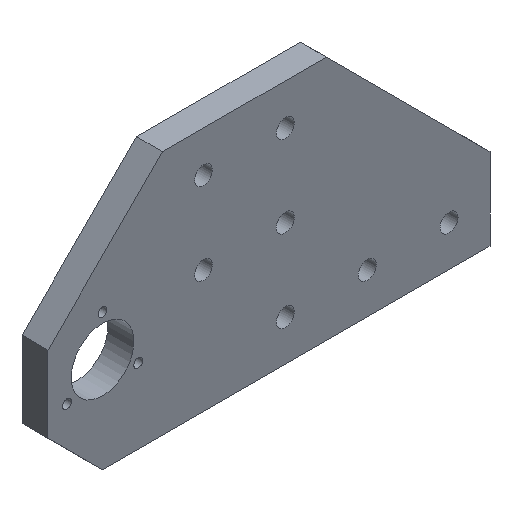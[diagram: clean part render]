
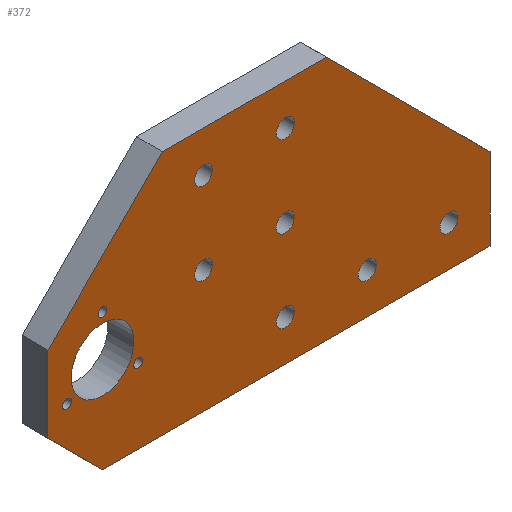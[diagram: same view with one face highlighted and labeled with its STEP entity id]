
A CAD part, isometric view. The second image highlights one B-rep face of the part: STEP entity #372.
In plain terms, the highlighted planar face has unit normal (0, -1, 0).
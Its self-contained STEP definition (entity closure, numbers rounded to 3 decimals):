
#26=FACE_BOUND('',#104,.T.);
#27=FACE_BOUND('',#105,.T.);
#28=FACE_BOUND('',#106,.T.);
#29=FACE_BOUND('',#107,.T.);
#30=FACE_BOUND('',#108,.T.);
#31=FACE_BOUND('',#109,.T.);
#32=FACE_BOUND('',#110,.T.);
#33=FACE_BOUND('',#111,.T.);
#34=FACE_BOUND('',#112,.T.);
#35=FACE_BOUND('',#113,.T.);
#36=FACE_BOUND('',#114,.T.);
#59=CIRCLE('',#395,1.621);
#60=CIRCLE('',#396,1.621);
#61=CIRCLE('',#397,1.621);
#62=CIRCLE('',#398,11.5);
#63=CIRCLE('',#399,3.3);
#64=CIRCLE('',#400,3.3);
#65=CIRCLE('',#401,3.3);
#66=CIRCLE('',#402,3.3);
#67=CIRCLE('',#403,3.3);
#68=CIRCLE('',#404,3.3);
#69=CIRCLE('',#405,3.3);
#83=FACE_OUTER_BOUND('',#103,.T.);
#103=EDGE_LOOP('',(#283,#284,#285,#286,#287,#288,#289));
#104=EDGE_LOOP('',(#290));
#105=EDGE_LOOP('',(#291));
#106=EDGE_LOOP('',(#292));
#107=EDGE_LOOP('',(#293));
#108=EDGE_LOOP('',(#294));
#109=EDGE_LOOP('',(#295));
#110=EDGE_LOOP('',(#296));
#111=EDGE_LOOP('',(#297));
#112=EDGE_LOOP('',(#298));
#113=EDGE_LOOP('',(#299));
#114=EDGE_LOOP('',(#300));
#156=LINE('',#549,#177);
#158=LINE('',#553,#179);
#161=LINE('',#559,#182);
#162=LINE('',#561,#183);
#163=LINE('',#563,#184);
#164=LINE('',#565,#185);
#165=LINE('',#566,#186);
#177=VECTOR('',#440,59.397);
#179=VECTOR('',#444,60.);
#182=VECTOR('',#449,28.);
#183=VECTOR('',#450,28.284);
#184=VECTOR('',#451,142.);
#185=VECTOR('',#452,30.);
#186=VECTOR('',#453,84.853);
#198=VERTEX_POINT('',#546);
#199=VERTEX_POINT('',#548);
#200=VERTEX_POINT('',#552);
#202=VERTEX_POINT('',#558);
#203=VERTEX_POINT('',#560);
#204=VERTEX_POINT('',#562);
#205=VERTEX_POINT('',#564);
#206=VERTEX_POINT('',#567);
#207=VERTEX_POINT('',#569);
#208=VERTEX_POINT('',#571);
#209=VERTEX_POINT('',#573);
#210=VERTEX_POINT('',#575);
#211=VERTEX_POINT('',#577);
#212=VERTEX_POINT('',#579);
#213=VERTEX_POINT('',#581);
#214=VERTEX_POINT('',#583);
#215=VERTEX_POINT('',#585);
#216=VERTEX_POINT('',#587);
#234=EDGE_CURVE('',#198,#199,#156,.T.);
#236=EDGE_CURVE('',#200,#199,#158,.T.);
#239=EDGE_CURVE('',#198,#202,#161,.T.);
#240=EDGE_CURVE('',#203,#202,#162,.T.);
#241=EDGE_CURVE('',#203,#204,#163,.T.);
#242=EDGE_CURVE('',#204,#205,#164,.T.);
#243=EDGE_CURVE('',#205,#200,#165,.T.);
#244=EDGE_CURVE('',#206,#206,#59,.T.);
#245=EDGE_CURVE('',#207,#207,#60,.T.);
#246=EDGE_CURVE('',#208,#208,#61,.T.);
#247=EDGE_CURVE('',#209,#209,#62,.T.);
#248=EDGE_CURVE('',#210,#210,#63,.T.);
#249=EDGE_CURVE('',#211,#211,#64,.T.);
#250=EDGE_CURVE('',#212,#212,#65,.T.);
#251=EDGE_CURVE('',#213,#213,#66,.T.);
#252=EDGE_CURVE('',#214,#214,#67,.T.);
#253=EDGE_CURVE('',#215,#215,#68,.T.);
#254=EDGE_CURVE('',#216,#216,#69,.T.);
#283=ORIENTED_EDGE('',*,*,#234,.F.);
#284=ORIENTED_EDGE('',*,*,#239,.T.);
#285=ORIENTED_EDGE('',*,*,#240,.F.);
#286=ORIENTED_EDGE('',*,*,#241,.T.);
#287=ORIENTED_EDGE('',*,*,#242,.T.);
#288=ORIENTED_EDGE('',*,*,#243,.T.);
#289=ORIENTED_EDGE('',*,*,#236,.T.);
#290=ORIENTED_EDGE('',*,*,#244,.T.);
#291=ORIENTED_EDGE('',*,*,#245,.T.);
#292=ORIENTED_EDGE('',*,*,#246,.T.);
#293=ORIENTED_EDGE('',*,*,#247,.T.);
#294=ORIENTED_EDGE('',*,*,#248,.T.);
#295=ORIENTED_EDGE('',*,*,#249,.T.);
#296=ORIENTED_EDGE('',*,*,#250,.T.);
#297=ORIENTED_EDGE('',*,*,#251,.T.);
#298=ORIENTED_EDGE('',*,*,#252,.T.);
#299=ORIENTED_EDGE('',*,*,#253,.T.);
#300=ORIENTED_EDGE('',*,*,#254,.T.);
#363=PLANE('',#394);
#372=ADVANCED_FACE('',(#83,#26,#27,#28,#29,#30,#31,#32,#33,#34,#35,#36),
#363,.F.);
#394=AXIS2_PLACEMENT_3D('',#557,#447,#448);
#395=AXIS2_PLACEMENT_3D('',#568,#454,#455);
#396=AXIS2_PLACEMENT_3D('',#570,#456,#457);
#397=AXIS2_PLACEMENT_3D('',#572,#458,#459);
#398=AXIS2_PLACEMENT_3D('',#574,#460,#461);
#399=AXIS2_PLACEMENT_3D('',#576,#462,#463);
#400=AXIS2_PLACEMENT_3D('',#578,#464,#465);
#401=AXIS2_PLACEMENT_3D('',#580,#466,#467);
#402=AXIS2_PLACEMENT_3D('',#582,#468,#469);
#403=AXIS2_PLACEMENT_3D('',#584,#470,#471);
#404=AXIS2_PLACEMENT_3D('',#586,#472,#473);
#405=AXIS2_PLACEMENT_3D('',#588,#474,#475);
#440=DIRECTION('',(0.707,0.,0.707));
#444=DIRECTION('',(-1.,0.,0.));
#447=DIRECTION('center_axis',(0.,1.,0.));
#448=DIRECTION('ref_axis',(0.,0.,1.));
#449=DIRECTION('',(0.,0.,-1.));
#450=DIRECTION('',(-0.707,0.,0.707));
#451=DIRECTION('',(1.,0.,0.));
#452=DIRECTION('',(0.,0.,1.));
#453=DIRECTION('',(-0.707,0.,0.707));
#454=DIRECTION('center_axis',(0.,1.,0.));
#455=DIRECTION('ref_axis',(-0.5,0.,-0.866));
#456=DIRECTION('center_axis',(0.,1.,0.));
#457=DIRECTION('ref_axis',(-0.5,0.,0.866));
#458=DIRECTION('center_axis',(0.,1.,0.));
#459=DIRECTION('ref_axis',(1.,0.,0.));
#460=DIRECTION('center_axis',(0.,1.,0.));
#461=DIRECTION('ref_axis',(-1.,0.,0.));
#462=DIRECTION('center_axis',(0.,1.,0.));
#463=DIRECTION('ref_axis',(1.,0.,0.));
#464=DIRECTION('center_axis',(0.,1.,0.));
#465=DIRECTION('ref_axis',(1.,0.,0.));
#466=DIRECTION('center_axis',(0.,1.,0.));
#467=DIRECTION('ref_axis',(1.,0.,0.));
#468=DIRECTION('center_axis',(0.,1.,0.));
#469=DIRECTION('ref_axis',(1.,0.,0.));
#470=DIRECTION('center_axis',(0.,1.,0.));
#471=DIRECTION('ref_axis',(1.,0.,0.));
#472=DIRECTION('center_axis',(0.,1.,0.));
#473=DIRECTION('ref_axis',(1.,0.,0.));
#474=DIRECTION('center_axis',(0.,1.,0.));
#475=DIRECTION('ref_axis',(1.,0.,0.));
#546=CARTESIAN_POINT('',(-72.,0.,48.));
#548=CARTESIAN_POINT('',(-30.,0.,90.));
#549=CARTESIAN_POINT('',(-45.156,0.,74.844));
#552=CARTESIAN_POINT('',(30.,0.,90.));
#553=CARTESIAN_POINT('',(30.,0.,90.));
#557=CARTESIAN_POINT('Origin',(1.338,0.,40.036));
#558=CARTESIAN_POINT('',(-72.,0.,20.));
#559=CARTESIAN_POINT('',(-72.,0.,90.));
#560=CARTESIAN_POINT('',(-52.,0.,0.));
#561=CARTESIAN_POINT('',(-53.675,0.,1.675));
#562=CARTESIAN_POINT('',(90.,0.,0.));
#563=CARTESIAN_POINT('',(0.,0.,0.));
#564=CARTESIAN_POINT('',(90.,0.,30.));
#565=CARTESIAN_POINT('',(90.,0.,0.));
#566=CARTESIAN_POINT('',(90.,0.,30.));
#567=CARTESIAN_POINT('',(-38.123,0.,28.86));
#568=CARTESIAN_POINT('Origin',(-38.934,0.,27.456));
#569=CARTESIAN_POINT('',(-64.256,0.,26.052));
#570=CARTESIAN_POINT('Origin',(-65.066,0.,27.456));
#571=CARTESIAN_POINT('',(-53.621,0.,50.088));
#572=CARTESIAN_POINT('Origin',(-52.,0.,50.088));
#573=CARTESIAN_POINT('',(-40.5,0.,35.));
#574=CARTESIAN_POINT('Origin',(-52.,0.,35.));
#575=CARTESIAN_POINT('',(-18.3,0.,75.));
#576=CARTESIAN_POINT('Origin',(-15.,0.,75.));
#577=CARTESIAN_POINT('',(41.7,0.,15.));
#578=CARTESIAN_POINT('Origin',(45.,0.,15.));
#579=CARTESIAN_POINT('',(11.7,0.,45.));
#580=CARTESIAN_POINT('Origin',(15.,0.,45.));
#581=CARTESIAN_POINT('',(11.7,0.,15.));
#582=CARTESIAN_POINT('Origin',(15.,0.,15.));
#583=CARTESIAN_POINT('',(11.7,0.,75.));
#584=CARTESIAN_POINT('Origin',(15.,0.,75.));
#585=CARTESIAN_POINT('',(71.7,0.,15.));
#586=CARTESIAN_POINT('Origin',(75.,0.,15.));
#587=CARTESIAN_POINT('',(-18.3,0.,45.));
#588=CARTESIAN_POINT('Origin',(-15.,0.,45.));
